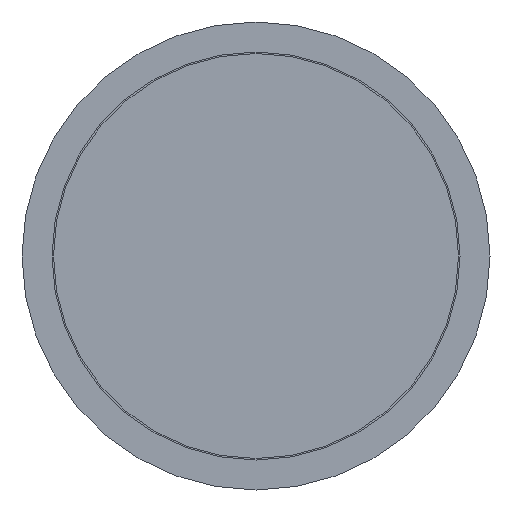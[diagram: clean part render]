
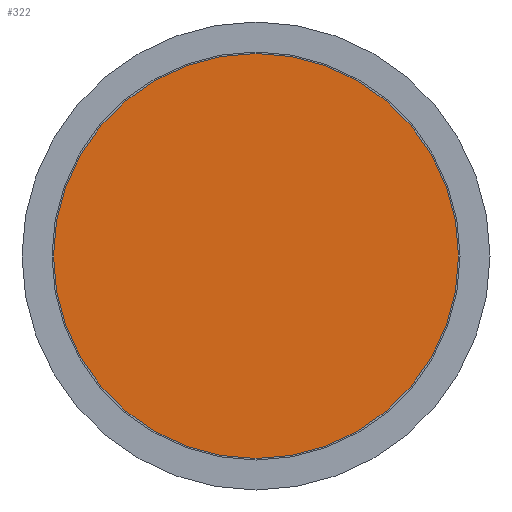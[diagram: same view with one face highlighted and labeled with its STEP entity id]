
A CAD part, front view. The second image highlights one B-rep face of the part: STEP entity #322.
In plain terms, the highlighted planar face has unit normal (0, -1, 0).
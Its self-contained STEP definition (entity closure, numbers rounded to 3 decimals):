
#43 = FACE_OUTER_BOUND ( 'NONE', #482, .T. ) ;
#60 = AXIS2_PLACEMENT_3D ( 'NONE', #212, #168, #467 ) ;
#130 = DIRECTION ( 'NONE',  ( 0., 0., -1. ) ) ;
#168 = DIRECTION ( 'NONE',  ( 0., 1., 0. ) ) ;
#171 = DIRECTION ( 'NONE',  ( 0., -1., 0. ) ) ;
#186 = VERTEX_POINT ( 'NONE', #193 ) ;
#193 = CARTESIAN_POINT ( 'NONE',  ( 0., 0., -33.75 ) ) ;
#203 = ORIENTED_EDGE ( 'NONE', *, *, #405, .T. ) ;
#212 = CARTESIAN_POINT ( 'NONE',  ( -33.75, 0., 0. ) ) ;
#248 = CARTESIAN_POINT ( 'NONE',  ( 0., 0., 0. ) ) ;
#289 = CIRCLE ( 'NONE', #530, 33.75 ) ;
#322 = ADVANCED_FACE ( 'NONE', ( #43 ), #350, .F. ) ;
#350 = PLANE ( 'NONE',  #60 ) ;
#405 = EDGE_CURVE ( 'NONE', #186, #186, #289, .T. ) ;
#467 = DIRECTION ( 'NONE',  ( 0., 0., 1. ) ) ;
#482 = EDGE_LOOP ( 'NONE', ( #203 ) ) ;
#530 = AXIS2_PLACEMENT_3D ( 'NONE', #248, #171, #130 ) ;
